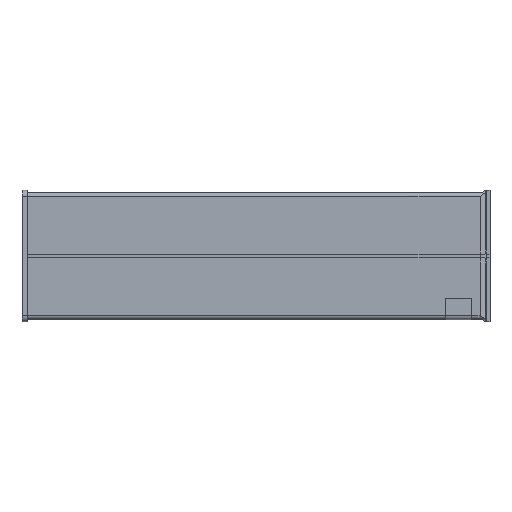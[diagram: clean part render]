
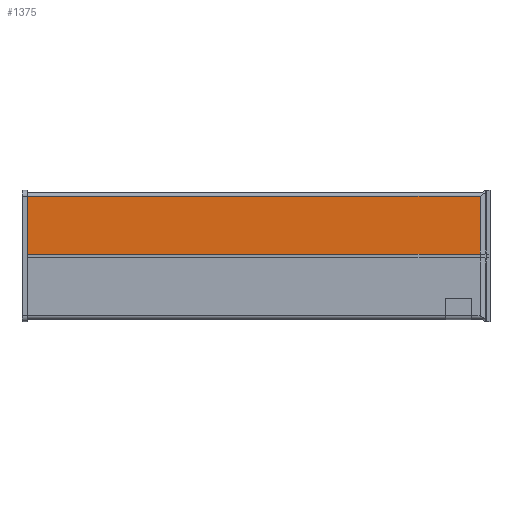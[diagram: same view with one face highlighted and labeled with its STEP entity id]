
A CAD part, top view. The second image highlights one B-rep face of the part: STEP entity #1375.
In plain terms, the highlighted planar face has unit normal (0, 0, 1).
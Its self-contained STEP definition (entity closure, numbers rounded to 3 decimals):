
#52 = VECTOR ( 'NONE', #1599, 1000. ) ;
#85 = CARTESIAN_POINT ( 'NONE',  ( 1742.407, 300., 15. ) ) ;
#199 = CARTESIAN_POINT ( 'NONE',  ( 20., 7.5, 15. ) ) ;
#373 = VERTEX_POINT ( 'NONE', #2816 ) ;
#451 = CARTESIAN_POINT ( 'NONE',  ( 0., 7.5, 15. ) ) ;
#491 = CARTESIAN_POINT ( 'NONE',  ( 1780.001, 226.5, 15. ) ) ;
#638 = VECTOR ( 'NONE', #3179, 1000. ) ;
#672 = DIRECTION ( 'NONE',  ( 0., 0., -1. ) ) ;
#706 = VERTEX_POINT ( 'NONE', #2886 ) ;
#833 = ORIENTED_EDGE ( 'NONE', *, *, #1528, .T. ) ;
#1006 = VERTEX_POINT ( 'NONE', #2480 ) ;
#1262 = FACE_OUTER_BOUND ( 'NONE', #2995, .T. ) ;
#1302 = DIRECTION ( 'NONE',  ( 0., 1., 0. ) ) ;
#1375 = ADVANCED_FACE ( 'NONE', ( #1262 ), #1527, .F. ) ;
#1498 = EDGE_CURVE ( 'NONE', #706, #1567, #2689, .T. ) ;
#1527 = PLANE ( 'NONE',  #2775 ) ;
#1528 = EDGE_CURVE ( 'NONE', #1006, #1567, #2982, .T. ) ;
#1562 = CARTESIAN_POINT ( 'NONE',  ( 1755., 300., 15. ) ) ;
#1567 = VERTEX_POINT ( 'NONE', #2291 ) ;
#1599 = DIRECTION ( 'NONE',  ( -1., 0., 0. ) ) ;
#1686 = EDGE_CURVE ( 'NONE', #373, #706, #2645, .T. ) ;
#2102 = ORIENTED_EDGE ( 'NONE', *, *, #1498, .F. ) ;
#2152 = VECTOR ( 'NONE', #1302, 1000. ) ;
#2291 = CARTESIAN_POINT ( 'NONE',  ( 20., 226.5, 15. ) ) ;
#2298 = ORIENTED_EDGE ( 'NONE', *, *, #2573, .T. ) ;
#2332 = DIRECTION ( 'NONE',  ( -1., 0., 0. ) ) ;
#2347 = DIRECTION ( 'NONE',  ( -1., 0., 0. ) ) ;
#2361 = LINE ( 'NONE', #85, #638 ) ;
#2458 = ORIENTED_EDGE ( 'NONE', *, *, #1686, .F. ) ;
#2480 = CARTESIAN_POINT ( 'NONE',  ( 1742.407, 226.5, 15. ) ) ;
#2559 = VECTOR ( 'NONE', #2347, 1000. ) ;
#2573 = EDGE_CURVE ( 'NONE', #373, #1006, #2361, .T. ) ;
#2645 = LINE ( 'NONE', #451, #2559 ) ;
#2689 = LINE ( 'NONE', #199, #2152 ) ;
#2775 = AXIS2_PLACEMENT_3D ( 'NONE', #1562, #672, #2332 ) ;
#2816 = CARTESIAN_POINT ( 'NONE',  ( 1742.407, 7.5, 15. ) ) ;
#2886 = CARTESIAN_POINT ( 'NONE',  ( 20., 7.5, 15. ) ) ;
#2982 = LINE ( 'NONE', #491, #52 ) ;
#2995 = EDGE_LOOP ( 'NONE', ( #2102, #2458, #2298, #833 ) ) ;
#3179 = DIRECTION ( 'NONE',  ( 0., 1., 0. ) ) ;
